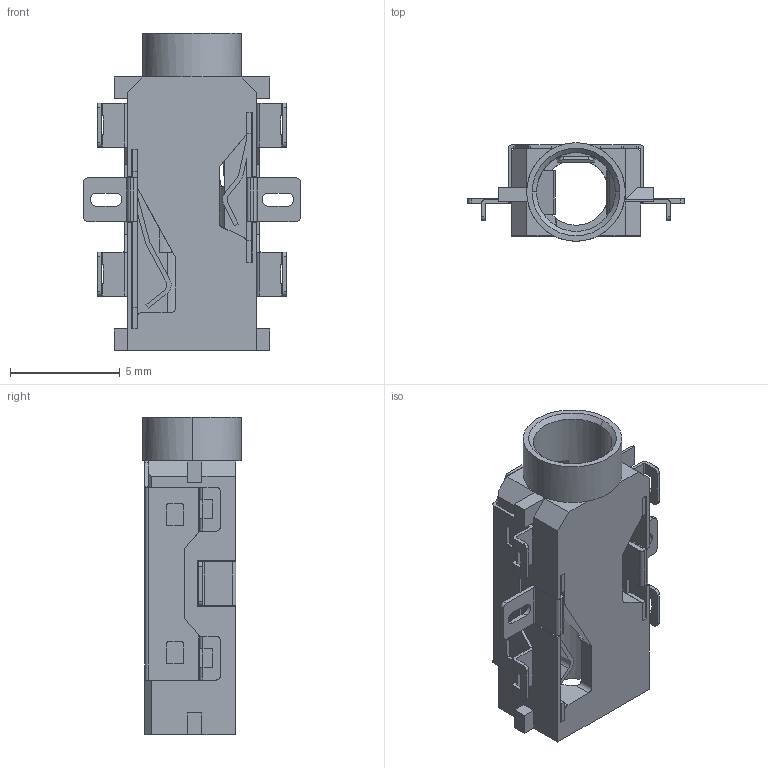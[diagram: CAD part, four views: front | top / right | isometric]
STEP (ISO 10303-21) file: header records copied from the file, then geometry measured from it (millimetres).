
FILE_DESCRIPTION(('STEP AP214'),'1');
FILE_NAME('sj-3502-smt.stp','2016-01-28T00:42:19',('TraceParts'),('TraceParts S.A.'),'Spatial InterOp 3D',' ',' ');
FILE_SCHEMA(('automotive_design'));
Length unit declared in the file: millimetre
Products named in the file (4): Cut-Extrude6; Fillet4; Fillet6; Fillet5
Bounding box: 9.9 x 4.5 x 14.5 mm (x, y, z)
Volume: 178.6 mm3; surface area: 871.5 mm2
Topology: 4 solids, 4 shells, 330 faces, 989 edges, 654 vertices
Faces by surface type: plane 213, cylinder 115, cone 2
Entity records: 13893 total; most frequent: CARTESIAN_POINT 2066, ORIENTED_EDGE 1978, DIRECTION 1852, EDGE_CURVE 989, LINE 740, VECTOR 740, VERTEX_POINT 654, AXIS2_PLACEMENT_3D 556
